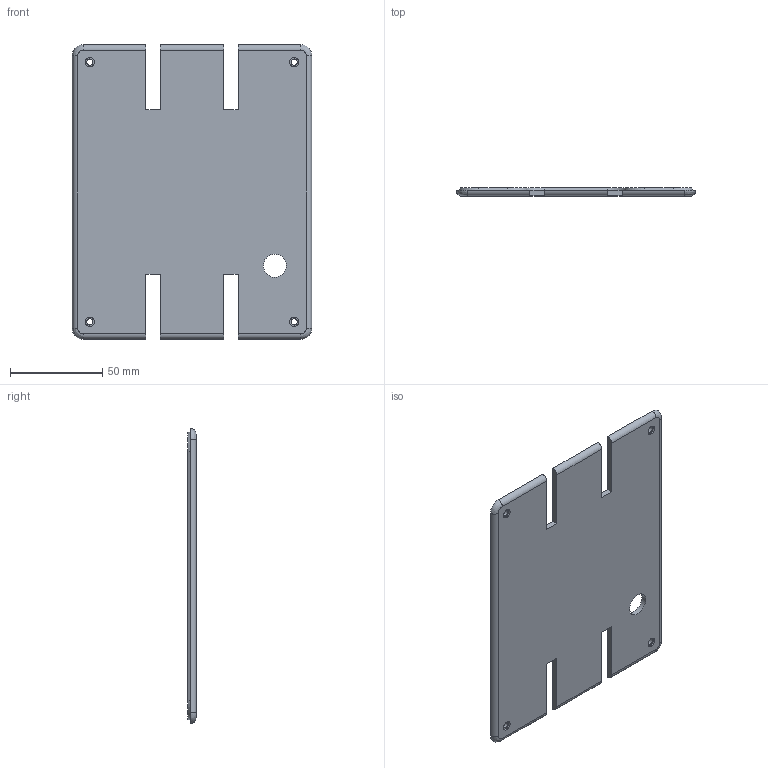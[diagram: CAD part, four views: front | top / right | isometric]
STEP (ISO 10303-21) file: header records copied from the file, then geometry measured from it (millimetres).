
FILE_DESCRIPTION(/* description */ (''),/* implementation_level */ '2;1');
FILE_NAME(/* name */ 'V20_Lid_MiddleBody+Oring.stp',/* time_stamp */ '2025-10-28T09:48:42+10:30',/* author */ ('matth'),/* organization */ (''),/* preprocessor_version */ 'ST-DEVELOPER v20.1',/* originating_system */ 'Autodesk Inventor 2026',/* authorisation */ '');
FILE_SCHEMA (('AUTOMOTIVE_DESIGN { 1 0 10303 214 3 1 1 }'));
Length unit declared in the file: millimetre
Products named in the file (3): Final_Middle_Body_Lid; V4_Middle_Body_Oring; V4_Middle_Body_Lid
Assembly tree (2 placements, depth 2):
  Final_Middle_Body_Lid
    V4_Middle_Body_Oring
    V4_Middle_Body_Lid
Bounding box: 130 x 4.4 x 160 mm (x, y, z)
Volume: 58231.8 mm3; surface area: 44502.8 mm2
Topology: 2 solids, 2 shells, 88 faces, 219 edges, 138 vertices
Faces by surface type: plane 43, cone 24, cylinder 17, bspline 4
Full cylindrical faces by diameter (mm): 3.4 x4, 5 x4, 12.5 x1
Entity records: 2784 total; most frequent: CARTESIAN_POINT 483, DIRECTION 477, ORIENTED_EDGE 438, EDGE_CURVE 219, AXIS2_PLACEMENT_3D 168, LINE 141, VECTOR 141, VERTEX_POINT 138
